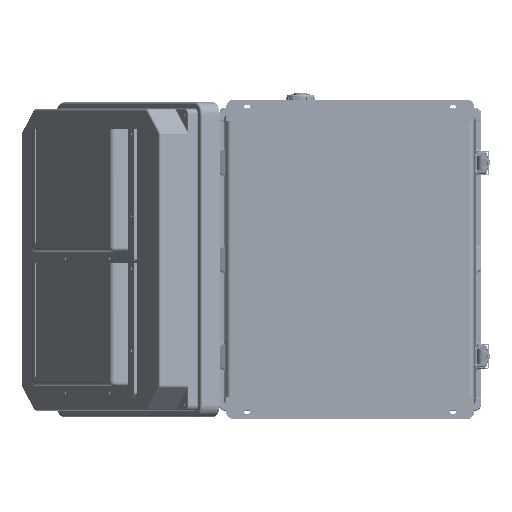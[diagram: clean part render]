
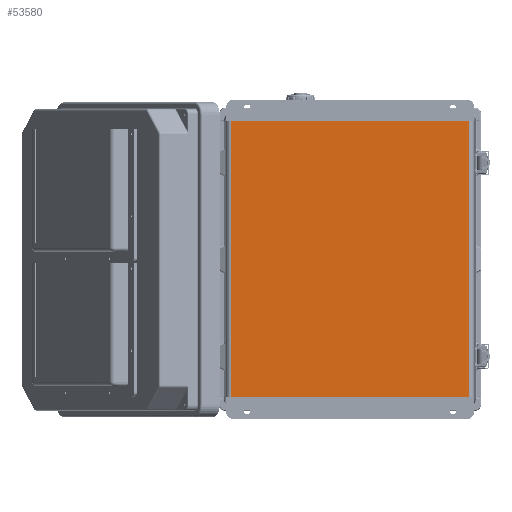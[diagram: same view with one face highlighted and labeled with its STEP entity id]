
A CAD part, front view. The second image highlights one B-rep face of the part: STEP entity #53580.
In plain terms, the highlighted planar face has unit normal (0, -1, 0).
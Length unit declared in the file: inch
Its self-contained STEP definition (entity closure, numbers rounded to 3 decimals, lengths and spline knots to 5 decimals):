
#1472 = EDGE_CURVE ( 'NONE', #146590, #111485, #84637, .T. ) ;
#3448 = CARTESIAN_POINT ( 'NONE',  ( -5.78771, 0.05906, -1.04331 ) ) ;
#14052 = CARTESIAN_POINT ( 'NONE',  ( 6.11811, 0.05906, -1.04331 ) ) ;
#14248 = DIRECTION ( 'NONE',  ( 0., 0., 1. ) ) ;
#19574 = LINE ( 'NONE', #123651, #113694 ) ;
#25459 = DIRECTION ( 'NONE',  ( -1., 0., 0. ) ) ;
#34858 = DIRECTION ( 'NONE',  ( -1., 0., 0. ) ) ;
#36217 = ORIENTED_EDGE ( 'NONE', *, *, #1472, .F. ) ;
#36764 = DIRECTION ( 'NONE',  ( 0., 0., 1. ) ) ;
#37804 = ORIENTED_EDGE ( 'NONE', *, *, #146241, .T. ) ;
#42005 = VERTEX_POINT ( 'NONE', #100356 ) ;
#42368 = LINE ( 'NONE', #14052, #42515 ) ;
#42515 = VECTOR ( 'NONE', #25459, 39.37008 ) ;
#53580 = ADVANCED_FACE ( 'NONE', ( #94048 ), #127183, .F. ) ;
#54916 = CARTESIAN_POINT ( 'NONE',  ( -5.78771, 0.05906, -14.4685 ) ) ;
#64004 = EDGE_CURVE ( 'NONE', #97084, #111485, #42368, .T. ) ;
#64385 = ORIENTED_EDGE ( 'NONE', *, *, #142734, .F. ) ;
#77929 = ORIENTED_EDGE ( 'NONE', *, *, #64004, .T. ) ;
#82344 = DIRECTION ( 'NONE',  ( 0., 1., 0. ) ) ;
#84637 = LINE ( 'NONE', #3448, #84895 ) ;
#84895 = VECTOR ( 'NONE', #36764, 39.37008 ) ;
#90148 = DIRECTION ( 'NONE',  ( 0., 0., 1. ) ) ;
#93650 = CARTESIAN_POINT ( 'NONE',  ( 5.78771, 0.05906, -1.04331 ) ) ;
#94048 = FACE_OUTER_BOUND ( 'NONE', #129348, .T. ) ;
#97084 = VERTEX_POINT ( 'NONE', #93650 ) ;
#100356 = CARTESIAN_POINT ( 'NONE',  ( 5.78771, 0.05906, -14.4685 ) ) ;
#102794 = CARTESIAN_POINT ( 'NONE',  ( 6.11811, 0.05906, -14.4685 ) ) ;
#104007 = CARTESIAN_POINT ( 'NONE',  ( 6.11811, 0.05906, -1.04331 ) ) ;
#111485 = VERTEX_POINT ( 'NONE', #124616 ) ;
#113694 = VECTOR ( 'NONE', #90148, 39.37008 ) ;
#123651 = CARTESIAN_POINT ( 'NONE',  ( 5.78771, 0.05906, -1.04331 ) ) ;
#124616 = CARTESIAN_POINT ( 'NONE',  ( -5.78771, 0.05906, -1.04331 ) ) ;
#127183 = PLANE ( 'NONE',  #129094 ) ;
#129094 = AXIS2_PLACEMENT_3D ( 'NONE', #104007, #82344, #14248 ) ;
#129348 = EDGE_LOOP ( 'NONE', ( #36217, #64385, #37804, #77929 ) ) ;
#133848 = VECTOR ( 'NONE', #34858, 39.37008 ) ;
#135722 = LINE ( 'NONE', #102794, #133848 ) ;
#142734 = EDGE_CURVE ( 'NONE', #42005, #146590, #135722, .T. ) ;
#146241 = EDGE_CURVE ( 'NONE', #42005, #97084, #19574, .T. ) ;
#146590 = VERTEX_POINT ( 'NONE', #54916 ) ;
